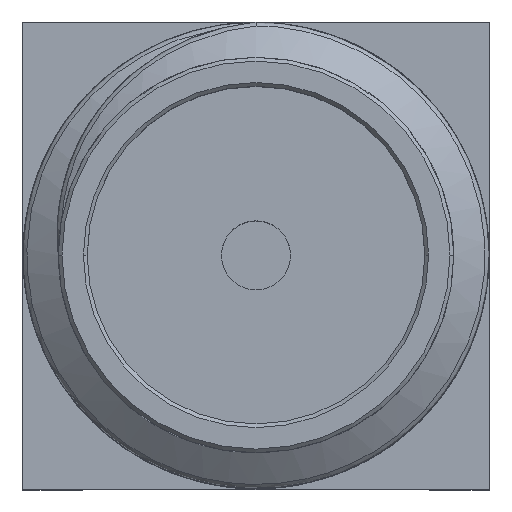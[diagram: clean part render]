
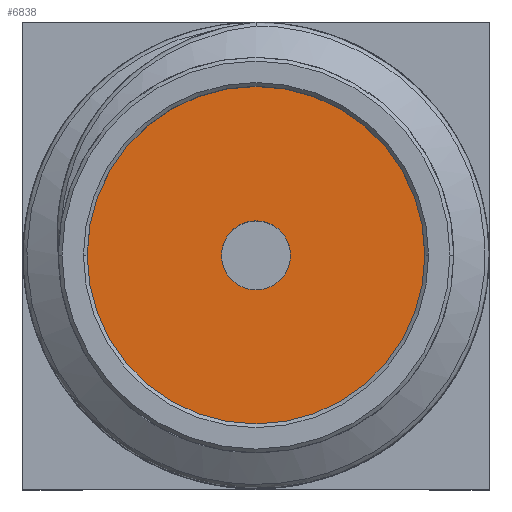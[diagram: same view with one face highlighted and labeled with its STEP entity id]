
A CAD part, top view. The second image highlights one B-rep face of the part: STEP entity #6838.
In plain terms, the highlighted planar face has unit normal (0, 0, 1).
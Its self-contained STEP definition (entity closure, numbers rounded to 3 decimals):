
#98 = DIRECTION ( 'NONE',  ( -1., 0., 0. ) ) ;
#139 = CARTESIAN_POINT ( 'NONE',  ( 0., 0., 5.944 ) ) ;
#335 = FACE_OUTER_BOUND ( 'NONE', #5742, .T. ) ;
#736 = FACE_BOUND ( 'NONE', #13658, .T. ) ;
#840 = DIRECTION ( 'NONE',  ( 0., 0., 1. ) ) ;
#1035 = EDGE_CURVE ( 'NONE', #7728, #9396, #2492, .T. ) ;
#1271 = EDGE_CURVE ( 'NONE', #8074, #5664, #3055, .T. ) ;
#1409 = DIRECTION ( 'NONE',  ( 1., 0., 0. ) ) ;
#1639 = ORIENTED_EDGE ( 'NONE', *, *, #10297, .T. ) ;
#2172 = CARTESIAN_POINT ( 'NONE',  ( -2.299, 0., 5.944 ) ) ;
#2340 = CIRCLE ( 'NONE', #13997, 2.299 ) ;
#2492 = CIRCLE ( 'NONE', #12035, 2.299 ) ;
#3055 = CIRCLE ( 'NONE', #13657, 0.47 ) ;
#3683 = DIRECTION ( 'NONE',  ( 1., 0., 0. ) ) ;
#3711 = CARTESIAN_POINT ( 'NONE',  ( 2.299, 0., 5.944 ) ) ;
#3724 = ORIENTED_EDGE ( 'NONE', *, *, #1035, .T. ) ;
#4004 = PLANE ( 'NONE',  #5487 ) ;
#4152 = DIRECTION ( 'NONE',  ( 0., 0., 1. ) ) ;
#5487 = AXIS2_PLACEMENT_3D ( 'NONE', #11730, #4152, #13008 ) ;
#5664 = VERTEX_POINT ( 'NONE', #10237 ) ;
#5742 = EDGE_LOOP ( 'NONE', ( #3724, #10035 ) ) ;
#6225 = CARTESIAN_POINT ( 'NONE',  ( 0., 0., 5.944 ) ) ;
#6838 = ADVANCED_FACE ( 'NONE', ( #335, #736 ), #4004, .T. ) ;
#7491 = CARTESIAN_POINT ( 'NONE',  ( -0.47, 0., 5.944 ) ) ;
#7565 = EDGE_CURVE ( 'NONE', #9396, #7728, #2340, .T. ) ;
#7728 = VERTEX_POINT ( 'NONE', #2172 ) ;
#8074 = VERTEX_POINT ( 'NONE', #7491 ) ;
#8411 = CARTESIAN_POINT ( 'NONE',  ( 0., 0., 5.944 ) ) ;
#8893 = CARTESIAN_POINT ( 'NONE',  ( 0., 0., 5.944 ) ) ;
#8946 = DIRECTION ( 'NONE',  ( 0., 0., 1. ) ) ;
#8988 = DIRECTION ( 'NONE',  ( 0., 0., -1. ) ) ;
#9396 = VERTEX_POINT ( 'NONE', #3711 ) ;
#9681 = DIRECTION ( 'NONE',  ( -1., 0., 0. ) ) ;
#9846 = ORIENTED_EDGE ( 'NONE', *, *, #1271, .T. ) ;
#10035 = ORIENTED_EDGE ( 'NONE', *, *, #7565, .T. ) ;
#10237 = CARTESIAN_POINT ( 'NONE',  ( 0.47, 0., 5.944 ) ) ;
#10297 = EDGE_CURVE ( 'NONE', #5664, #8074, #16198, .T. ) ;
#11262 = DIRECTION ( 'NONE',  ( 0., 0., -1. ) ) ;
#11730 = CARTESIAN_POINT ( 'NONE',  ( 0., 0., 5.944 ) ) ;
#12035 = AXIS2_PLACEMENT_3D ( 'NONE', #8893, #8946, #98 ) ;
#13008 = DIRECTION ( 'NONE',  ( 1., 0., 0. ) ) ;
#13025 = AXIS2_PLACEMENT_3D ( 'NONE', #139, #8988, #1409 ) ;
#13657 = AXIS2_PLACEMENT_3D ( 'NONE', #6225, #11262, #3683 ) ;
#13658 = EDGE_LOOP ( 'NONE', ( #1639, #9846 ) ) ;
#13997 = AXIS2_PLACEMENT_3D ( 'NONE', #8411, #840, #9681 ) ;
#16198 = CIRCLE ( 'NONE', #13025, 0.47 ) ;
